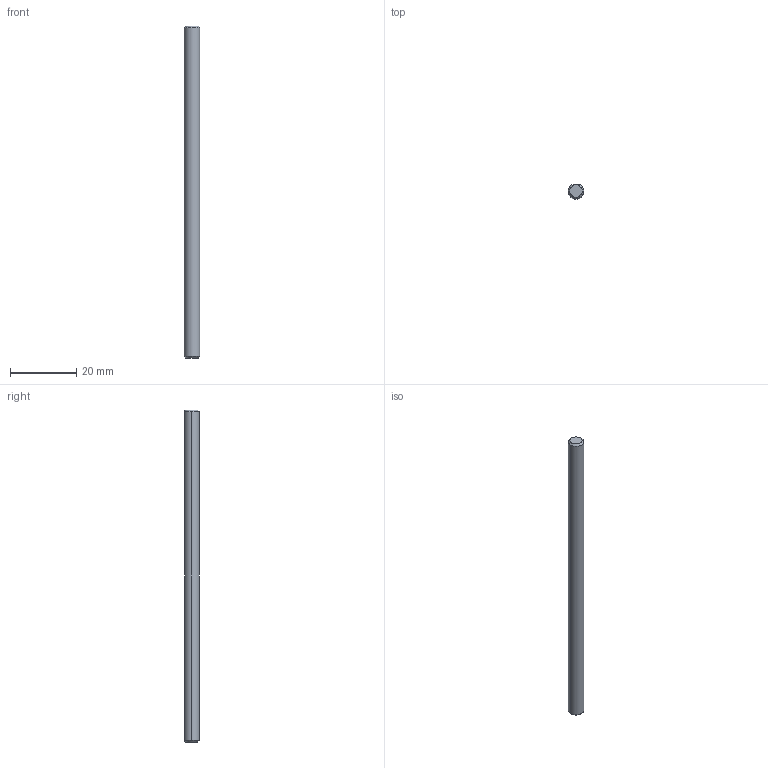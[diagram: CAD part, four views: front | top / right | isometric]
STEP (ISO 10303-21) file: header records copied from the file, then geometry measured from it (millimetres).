
FILE_DESCRIPTION (( 'STEP AP214' ), '1' );
FILE_NAME ('39088_TXM-Steel Axle 100mm.STEP', '2017-01-16T14:32:41', ( '' ), ( '' ), 'SwSTEP 2.0', 'SolidWorks 2016', '' );
FILE_SCHEMA (( 'AUTOMOTIVE_DESIGN' ));
Length unit declared in the file: millimetre
Products named in the file (2): 39088_TXM-Steel Axle 100mm
Bounding box: 4.7 x 4.3 x 100 mm (x, y, z)
Volume: 1660.8 mm3; surface area: 1485.5 mm2
Topology: 1 solids, 1 shells, 10 faces, 20 edges, 12 vertices
Faces by surface type: cone 4, cylinder 3, plane 3
Entity records: 329 total; most frequent: CARTESIAN_POINT 66, DIRECTION 52, ORIENTED_EDGE 40, AXIS2_PLACEMENT_3D 22, EDGE_CURVE 20, VERTEX_POINT 12, FACE_OUTER_BOUND 10, ADVANCED_FACE 10
